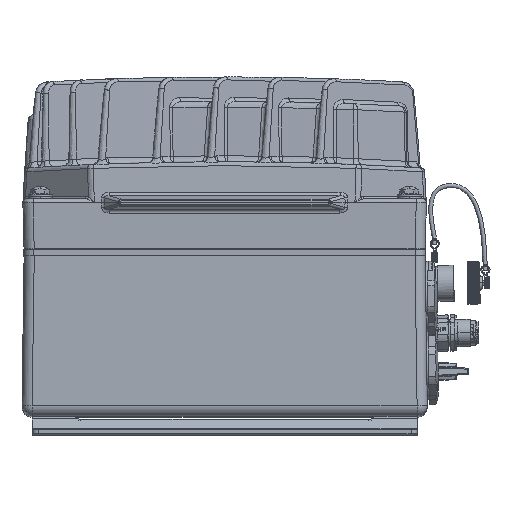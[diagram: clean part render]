
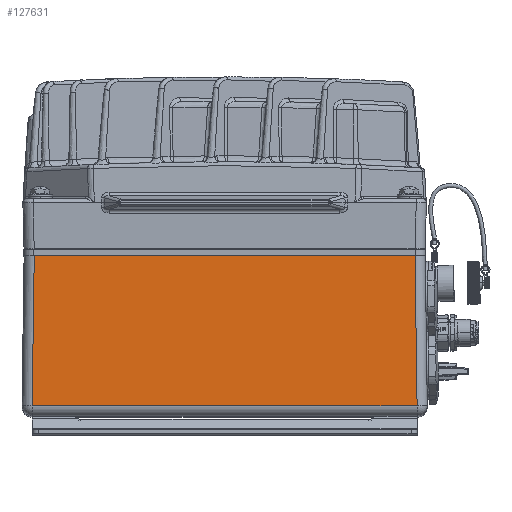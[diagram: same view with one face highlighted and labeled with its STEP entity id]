
A CAD part, top view. The second image highlights one B-rep face of the part: STEP entity #127631.
In plain terms, the highlighted planar face has unit normal (0, 0.014, 1).
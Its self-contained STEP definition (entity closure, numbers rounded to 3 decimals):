
#18526=DIRECTION('',(-1.,0.,0.));
#18527=VECTOR('',#18526,187.786);
#18528=CARTESIAN_POINT('',(93.893,79.3,148.893));
#18529=LINE('',#18528,#18527);
#18530=DIRECTION('',(0.014,-1.,0.014));
#18531=VECTOR('',#18530,74.245);
#18532=CARTESIAN_POINT('',(93.893,79.3,148.893));
#18533=LINE('',#18532,#18531);
#18534=DIRECTION('',(-1.,0.,0.));
#18535=VECTOR('',#18534,189.859);
#18536=CARTESIAN_POINT('',(94.93,5.07,149.929));
#18537=LINE('',#18536,#18535);
#18538=DIRECTION('',(-0.014,-1.,0.014));
#18539=VECTOR('',#18538,74.245);
#18540=CARTESIAN_POINT('',(-93.893,79.3,148.893));
#18541=LINE('',#18540,#18539);
#65658=CARTESIAN_POINT('',(94.93,5.07,149.929));
#65659=CARTESIAN_POINT('',(-94.93,5.07,
149.929));
#65660=VERTEX_POINT('',#65658);
#65661=VERTEX_POINT('',#65659);
#70480=CARTESIAN_POINT('',(93.893,79.3,148.893));
#70481=CARTESIAN_POINT('',(-93.893,79.3,148.893));
#70482=VERTEX_POINT('',#70480);
#70483=VERTEX_POINT('',#70481);
#127618=CARTESIAN_POINT('',(-105.76,0.,150.));
#127619=DIRECTION('',(0.,0.014,1.));
#127620=DIRECTION('',(-1.,0.,0.));
#127621=AXIS2_PLACEMENT_3D('',#127618,#127619,#127620);
#127622=PLANE('',#127621);
#127623=ORIENTED_EDGE('',*,*,#127515,.F.);
#127625=ORIENTED_EDGE('',*,*,#127624,.T.);
#127627=ORIENTED_EDGE('',*,*,#127626,.T.);
#127628=ORIENTED_EDGE('',*,*,#127603,.F.);
#127629=EDGE_LOOP('',(#127623,#127625,#127627,#127628));
#127630=FACE_OUTER_BOUND('',#127629,.F.);
#127631=ADVANCED_FACE('',(#127630),#127622,.T.);
#127515=EDGE_CURVE('',#70482,#70483,#18529,.T.);
#127603=EDGE_CURVE('',#70483,#65661,#18541,.T.);
#127624=EDGE_CURVE('',#70482,#65660,#18533,.T.);
#127626=EDGE_CURVE('',#65660,#65661,#18537,.T.);
